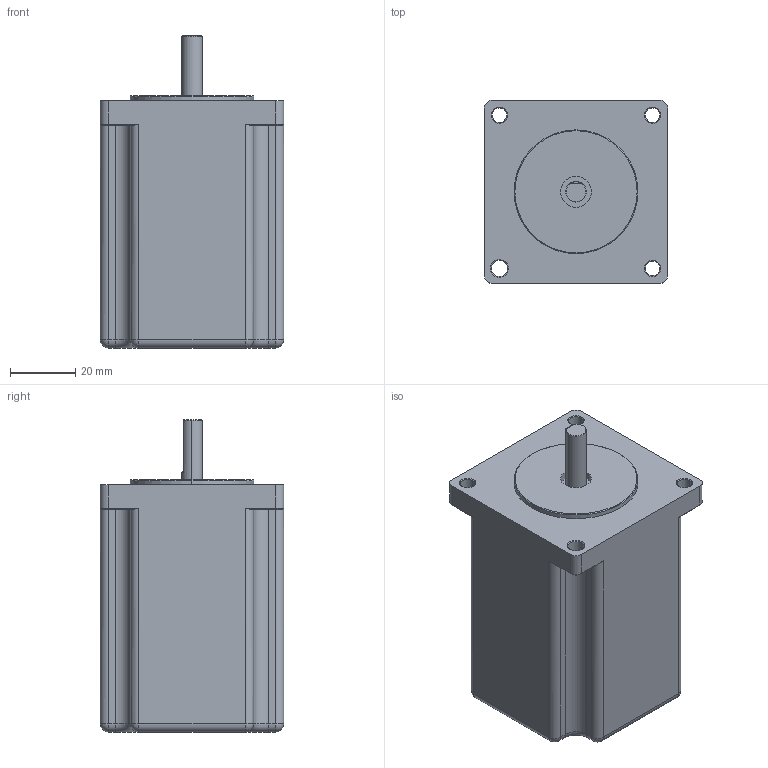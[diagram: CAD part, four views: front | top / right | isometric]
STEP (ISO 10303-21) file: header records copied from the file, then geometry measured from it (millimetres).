
FILE_DESCRIPTION (( 'STEP AP214' ), '1' );
FILE_NAME ('NEMA23-STEPPER-MOTOR.STEP', '2021-11-15T07:52:51', ( '' ), ( '' ), 'SwSTEP 2.0', 'SolidWorks 2018', '' );
FILE_SCHEMA (( 'AUTOMOTIVE_DESIGN' ));
Length unit declared in the file: millimetre
Products named in the file (1): NEMA23-STEPPER-MOTOR
Bounding box: 56.4 x 56.4 x 96.02 mm (x, y, z)
Volume: 220014.5 mm3; surface area: 23115.2 mm2
Topology: 1 solids, 1 shells, 117 faces, 277 edges, 158 vertices
Faces by surface type: cylinder 44, plane 33, cone 28, sphere 8, torus 4
Entity records: 3855 total; most frequent: DIRECTION 615, CARTESIAN_POINT 581, ORIENTED_EDGE 538, EDGE_CURVE 269, AXIS2_PLACEMENT_3D 240, VERTEX_POINT 158, LINE 135, VECTOR 135
